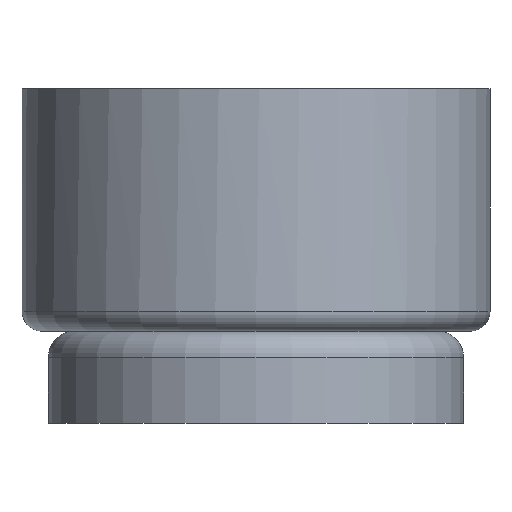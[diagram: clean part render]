
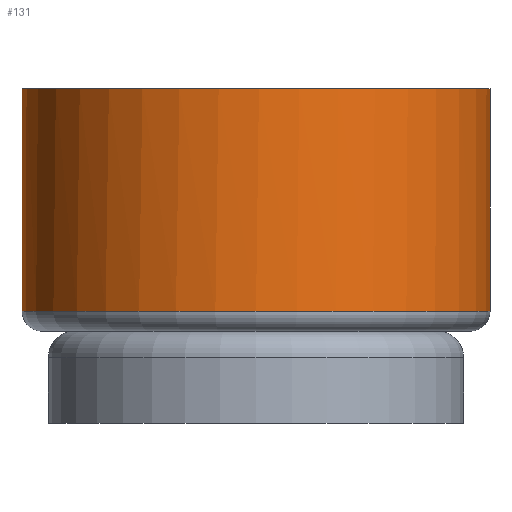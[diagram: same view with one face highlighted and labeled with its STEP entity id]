
A CAD part, front view. The second image highlights one B-rep face of the part: STEP entity #131.
In plain terms, the highlighted cylindrical face has radius 35.5 mm (diameter 71 mm), a full revolution.
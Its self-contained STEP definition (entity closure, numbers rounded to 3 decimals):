
#62=B_SPLINE_CURVE_WITH_KNOTS('',3,(#1302,#1303,#1304,#1305,#1306,#1307,
#1308,#1309,#1310,#1311),.UNSPECIFIED.,.F.,.F.,(4,2,2,2,4),(0.,0.25,0.5,
0.75,1.),.UNSPECIFIED.);
#76=CYLINDRICAL_SURFACE('',#928,35.5);
#131=ADVANCED_FACE('',(#224,#225),#76,.T.);
#224=FACE_BOUND('',#292,.T.);
#225=FACE_BOUND('',#293,.T.);
#292=EDGE_LOOP('',(#443));
#293=EDGE_LOOP('',(#444,#445,#446,#447));
#388=CIRCLE('',#926,35.5);
#389=CIRCLE('',#927,35.5);
#443=ORIENTED_EDGE('',*,*,#731,.F.);
#444=ORIENTED_EDGE('',*,*,#732,.F.);
#445=ORIENTED_EDGE('',*,*,#733,.F.);
#446=ORIENTED_EDGE('',*,*,#734,.T.);
#447=ORIENTED_EDGE('',*,*,#735,.T.);
#653=VERTEX_POINT('',#1298);
#654=VERTEX_POINT('',#1300);
#655=VERTEX_POINT('',#1301);
#656=VERTEX_POINT('',#1312);
#657=VERTEX_POINT('',#1314);
#731=EDGE_CURVE('',#653,#653,#388,.T.);
#732=EDGE_CURVE('',#654,#655,#830,.T.);
#733=EDGE_CURVE('',#656,#654,#62,.T.);
#734=EDGE_CURVE('',#656,#657,#831,.T.);
#735=EDGE_CURVE('',#657,#655,#389,.T.);
#830=LINE('',#1299,#873);
#831=LINE('',#1313,#874);
#873=VECTOR('',#1049,1.);
#874=VECTOR('',#1050,1.);
#926=AXIS2_PLACEMENT_3D('',#1297,#1047,#1048);
#927=AXIS2_PLACEMENT_3D('',#1315,#1051,#1052);
#928=AXIS2_PLACEMENT_3D('',#1316,#1053,#1054);
#1047=DIRECTION('',(0.,0.,-1.));
#1048=DIRECTION('',(1.,0.,0.));
#1049=DIRECTION('',(0.,0.,1.));
#1050=DIRECTION('',(0.,0.,1.));
#1051=DIRECTION('',(0.,0.,-1.));
#1052=DIRECTION('',(1.,0.,0.));
#1053=DIRECTION('',(0.,0.,1.));
#1054=DIRECTION('',(1.,0.,0.));
#1297=CARTESIAN_POINT('',(0.,0.,3.));
#1298=CARTESIAN_POINT('',(35.5,0.,3.));
#1299=CARTESIAN_POINT('',(-13.3,32.914,22.5));
#1300=CARTESIAN_POINT('',(-13.3,32.914,22.5));
#1301=CARTESIAN_POINT('',(-13.3,32.914,36.8));
#1302=CARTESIAN_POINT('',(13.3,32.914,22.5));
#1303=CARTESIAN_POINT('',(13.3,32.914,18.992));
#1304=CARTESIAN_POINT('',(11.842,33.561,15.537));
#1305=CARTESIAN_POINT('',(6.985,34.897,10.671));
#1306=CARTESIAN_POINT('',(3.554,35.5,9.201));
#1307=CARTESIAN_POINT('',(-3.547,35.5,9.199));
#1308=CARTESIAN_POINT('',(-6.962,34.903,10.654));
#1309=CARTESIAN_POINT('',(-11.844,33.562,15.534));
#1310=CARTESIAN_POINT('',(-13.3,32.914,18.992));
#1311=CARTESIAN_POINT('',(-13.3,32.914,22.5));
#1312=CARTESIAN_POINT('',(13.3,32.914,22.5));
#1313=CARTESIAN_POINT('',(13.3,32.914,22.5));
#1314=CARTESIAN_POINT('',(13.3,32.914,36.8));
#1315=CARTESIAN_POINT('',(0.,0.,36.8));
#1316=CARTESIAN_POINT('',(0.,0.,0.));
